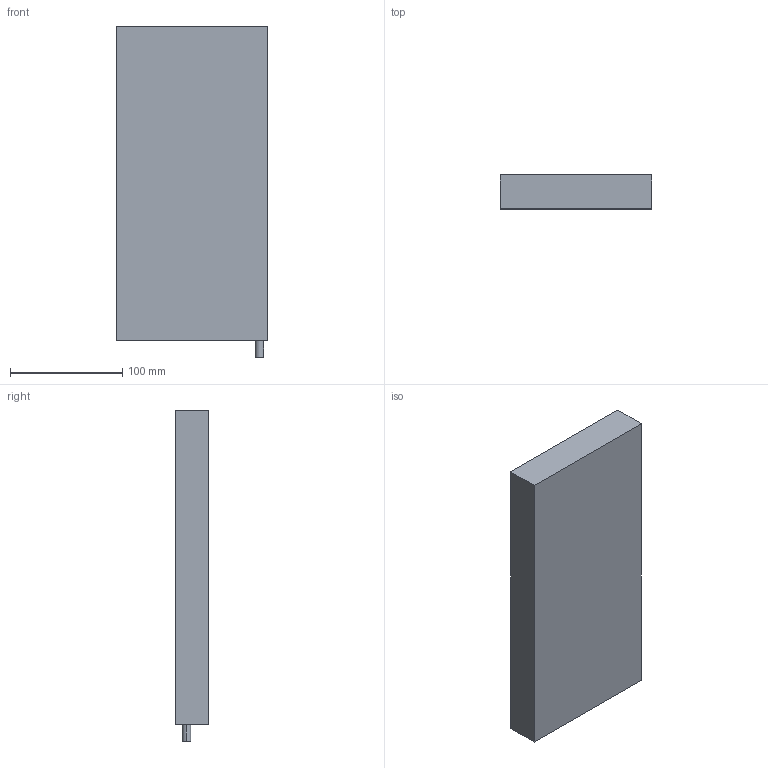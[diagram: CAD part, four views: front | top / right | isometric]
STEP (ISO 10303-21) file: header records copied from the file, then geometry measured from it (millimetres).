
FILE_DESCRIPTION (( 'STEP AP214' ), '1' );
FILE_NAME ('ZW3-H115-3-MODEL-A00.step', '2026-01-05T02:14:33', ( '' ), ( '' ), 'SwSTEP 2.0', 'SolidWorks 2020', '' );
FILE_SCHEMA (( 'AUTOMOTIVE_DESIGN' ));
Length unit declared in the file: millimetre
Products named in the file (1): ZW3-H115-3-MODEL-A00
Bounding box: 135 x 30 x 295 mm (x, y, z)
Volume: 1132681.8 mm3; surface area: 102741.6 mm2
Topology: 1 solids, 1 shells, 73 faces, 178 edges, 92 vertices
Faces by surface type: cylinder 34, cone 32, plane 7
Entity records: 2286 total; most frequent: DIRECTION 362, CARTESIAN_POINT 312, ORIENTED_EDGE 292, EDGE_CURVE 146, AXIS2_PLACEMENT_3D 142, VERTEX_POINT 92, EDGE_LOOP 90, LINE 78
